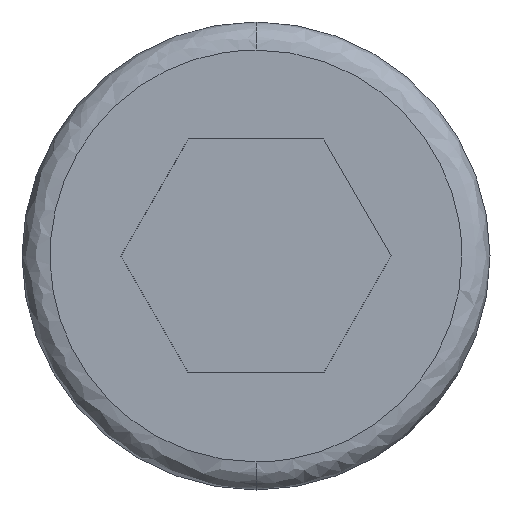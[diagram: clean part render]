
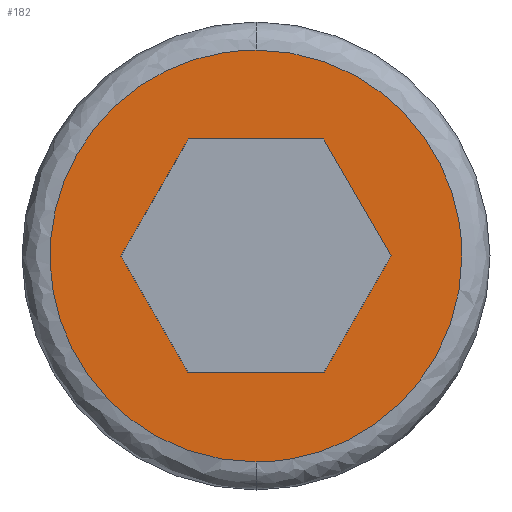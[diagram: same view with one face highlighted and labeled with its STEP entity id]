
A CAD part, front view. The second image highlights one B-rep face of the part: STEP entity #182.
In plain terms, the highlighted planar face has unit normal (0, -1, 0).
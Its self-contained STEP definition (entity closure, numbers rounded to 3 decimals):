
#5 = EDGE_CURVE ( 'NONE', #752, #13, #184, .T. ) ;
#13 = VERTEX_POINT ( 'NONE', #327 ) ;
#17 = EDGE_CURVE ( 'NONE', #550, #290, #101, .T. ) ;
#36 = CARTESIAN_POINT ( 'NONE',  ( 2.887, -6., 0. ) ) ;
#50 = CARTESIAN_POINT ( 'NONE',  ( 0., -6., -4.4 ) ) ;
#82 = CARTESIAN_POINT ( 'NONE',  ( 0., -6., -4.4 ) ) ;
#93 =( BOUNDED_CURVE ( )  B_SPLINE_CURVE ( 3, ( #50, #588, #514, #643, #583, #160, #107 ),
 .UNSPECIFIED., .F., .T. ) 
 B_SPLINE_CURVE_WITH_KNOTS ( ( 4, 3, 4 ),
 ( 0.333, 0.667, 1. ),
 .UNSPECIFIED. ) 
 CURVE ( )  GEOMETRIC_REPRESENTATION_ITEM ( )  RATIONAL_B_SPLINE_CURVE ( ( 1., 0.805, 0.805, 1., 0.805, 0.805, 1. ) ) 
 REPRESENTATION_ITEM ( '' )  );
#97 = DIRECTION ( 'NONE',  ( -0.5, 0., -0.866 ) ) ;
#101 = LINE ( 'NONE', #692, #415 ) ;
#107 = CARTESIAN_POINT ( 'NONE',  ( 0., -6., 4.4 ) ) ;
#111 = VERTEX_POINT ( 'NONE', #82 ) ;
#114 = EDGE_CURVE ( 'NONE', #306, #373, #344, .T. ) ;
#118 = VECTOR ( 'NONE', #208, 1000. ) ;
#123 = CARTESIAN_POINT ( 'NONE',  ( 4.4, -6., 0. ) ) ;
#126 = EDGE_CURVE ( 'NONE', #762, #518, #226, .T. ) ;
#129 = ORIENTED_EDGE ( 'NONE', *, *, #556, .F. ) ;
#138 = VECTOR ( 'NONE', #611, 1000. ) ;
#160 = CARTESIAN_POINT ( 'NONE',  ( -2.577, -6., 4.4 ) ) ;
#161 = LINE ( 'NONE', #187, #772 ) ;
#169 = CARTESIAN_POINT ( 'NONE',  ( 0., -6., 4.4 ) ) ;
#181 = VECTOR ( 'NONE', #697, 1000. ) ;
#182 = ADVANCED_FACE ( 'NONE', ( #195, #462 ), #750, .T. ) ;
#184 = LINE ( 'NONE', #314, #138 ) ;
#187 = CARTESIAN_POINT ( 'NONE',  ( 1.443, -6., 2.5 ) ) ;
#195 = FACE_BOUND ( 'NONE', #315, .T. ) ;
#200 = CARTESIAN_POINT ( 'NONE',  ( 2.577, -6., -4.4 ) ) ;
#208 = DIRECTION ( 'NONE',  ( 0.5, 0., 0.866 ) ) ;
#212 = CARTESIAN_POINT ( 'NONE',  ( 0., -6., 0. ) ) ;
#221 = DIRECTION ( 'NONE',  ( 0., 0., -1. ) ) ;
#223 = CARTESIAN_POINT ( 'NONE',  ( -2.887, -6., 0. ) ) ;
#226 = LINE ( 'NONE', #36, #505 ) ;
#285 = CARTESIAN_POINT ( 'NONE',  ( -1.443, -6., 2.5 ) ) ;
#290 = VERTEX_POINT ( 'NONE', #223 ) ;
#291 = CARTESIAN_POINT ( 'NONE',  ( 0., -6., -2.5 ) ) ;
#306 = VERTEX_POINT ( 'NONE', #169 ) ;
#314 = CARTESIAN_POINT ( 'NONE',  ( 0., -6., 2.5 ) ) ;
#315 = EDGE_LOOP ( 'NONE', ( #574, #559, #731, #375, #562, #438 ) ) ;
#324 = CARTESIAN_POINT ( 'NONE',  ( 0., -6., 4.4 ) ) ;
#327 = CARTESIAN_POINT ( 'NONE',  ( 1.443, -6., 2.5 ) ) ;
#344 =( BOUNDED_CURVE ( )  B_SPLINE_CURVE ( 3, ( #324, #563, #492, #735 ),
 .UNSPECIFIED., .F., .F. ) 
 B_SPLINE_CURVE_WITH_KNOTS ( ( 4, 4 ),
 ( 0., 1. ),
 .UNSPECIFIED. ) 
 CURVE ( )  GEOMETRIC_REPRESENTATION_ITEM ( )  RATIONAL_B_SPLINE_CURVE ( ( 1., 0.805, 0.805, 1. ) ) 
 REPRESENTATION_ITEM ( '' )  );
#350 = ORIENTED_EDGE ( 'NONE', *, *, #114, .F. ) ;
#362 = DIRECTION ( 'NONE',  ( 0.5, 0., -0.866 ) ) ;
#373 = VERTEX_POINT ( 'NONE', #123 ) ;
#375 = ORIENTED_EDGE ( 'NONE', *, *, #17, .T. ) ;
#415 = VECTOR ( 'NONE', #742, 1000. ) ;
#420 = CARTESIAN_POINT ( 'NONE',  ( 0., -6., -4.4 ) ) ;
#424 = LINE ( 'NONE', #441, #118 ) ;
#438 = ORIENTED_EDGE ( 'NONE', *, *, #5, .T. ) ;
#441 = CARTESIAN_POINT ( 'NONE',  ( -2.887, -6., 0. ) ) ;
#462 = FACE_OUTER_BOUND ( 'NONE', #543, .T. ) ;
#476 = EDGE_CURVE ( 'NONE', #13, #762, #161, .T. ) ;
#492 = CARTESIAN_POINT ( 'NONE',  ( 4.4, -6., 2.577 ) ) ;
#505 = VECTOR ( 'NONE', #97, 1000. ) ;
#514 = CARTESIAN_POINT ( 'NONE',  ( -4.4, -6., -2.577 ) ) ;
#518 = VERTEX_POINT ( 'NONE', #676 ) ;
#519 = DIRECTION ( 'NONE',  ( 0., -1., 0. ) ) ;
#543 = EDGE_LOOP ( 'NONE', ( #350, #633, #129 ) ) ;
#550 = VERTEX_POINT ( 'NONE', #619 ) ;
#556 = EDGE_CURVE ( 'NONE', #373, #111, #579, .T. ) ;
#559 = ORIENTED_EDGE ( 'NONE', *, *, #126, .T. ) ;
#562 = ORIENTED_EDGE ( 'NONE', *, *, #609, .T. ) ;
#563 = CARTESIAN_POINT ( 'NONE',  ( 2.577, -6., 4.4 ) ) ;
#574 = ORIENTED_EDGE ( 'NONE', *, *, #476, .T. ) ;
#579 =( BOUNDED_CURVE ( )  B_SPLINE_CURVE ( 3, ( #732, #723, #200, #420 ),
 .UNSPECIFIED., .F., .T. ) 
 B_SPLINE_CURVE_WITH_KNOTS ( ( 4, 4 ),
 ( 0., 0.333 ),
 .UNSPECIFIED. ) 
 CURVE ( )  GEOMETRIC_REPRESENTATION_ITEM ( )  RATIONAL_B_SPLINE_CURVE ( ( 1., 0.805, 0.805, 1. ) ) 
 REPRESENTATION_ITEM ( '' )  );
#583 = CARTESIAN_POINT ( 'NONE',  ( -4.4, -6., 2.577 ) ) ;
#588 = CARTESIAN_POINT ( 'NONE',  ( -2.577, -6., -4.4 ) ) ;
#609 = EDGE_CURVE ( 'NONE', #290, #752, #424, .T. ) ;
#611 = DIRECTION ( 'NONE',  ( 1., 0., 0. ) ) ;
#619 = CARTESIAN_POINT ( 'NONE',  ( -1.443, -6., -2.5 ) ) ;
#633 = ORIENTED_EDGE ( 'NONE', *, *, #724, .F. ) ;
#643 = CARTESIAN_POINT ( 'NONE',  ( -4.4, -6., 0. ) ) ;
#676 = CARTESIAN_POINT ( 'NONE',  ( 1.443, -6., -2.5 ) ) ;
#691 = AXIS2_PLACEMENT_3D ( 'NONE', #212, #519, #221 ) ;
#692 = CARTESIAN_POINT ( 'NONE',  ( -1.443, -6., -2.5 ) ) ;
#697 = DIRECTION ( 'NONE',  ( -1., 0., 0. ) ) ;
#703 = CARTESIAN_POINT ( 'NONE',  ( 2.887, -6., 0. ) ) ;
#704 = LINE ( 'NONE', #291, #181 ) ;
#723 = CARTESIAN_POINT ( 'NONE',  ( 4.4, -6., -2.577 ) ) ;
#724 = EDGE_CURVE ( 'NONE', #111, #306, #93, .T. ) ;
#731 = ORIENTED_EDGE ( 'NONE', *, *, #768, .T. ) ;
#732 = CARTESIAN_POINT ( 'NONE',  ( 4.4, -6., 0. ) ) ;
#735 = CARTESIAN_POINT ( 'NONE',  ( 4.4, -6., 0. ) ) ;
#742 = DIRECTION ( 'NONE',  ( -0.5, 0., 0.866 ) ) ;
#750 = PLANE ( 'NONE',  #691 ) ;
#752 = VERTEX_POINT ( 'NONE', #285 ) ;
#762 = VERTEX_POINT ( 'NONE', #703 ) ;
#768 = EDGE_CURVE ( 'NONE', #518, #550, #704, .T. ) ;
#772 = VECTOR ( 'NONE', #362, 1000. ) ;
